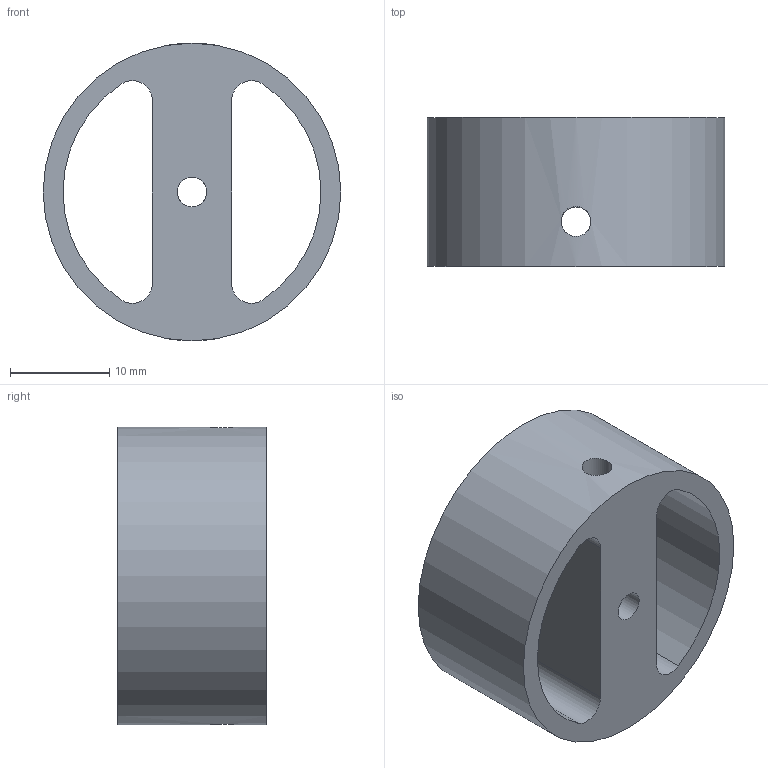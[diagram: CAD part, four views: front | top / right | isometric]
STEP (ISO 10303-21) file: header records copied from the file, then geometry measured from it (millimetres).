
FILE_DESCRIPTION(/* description */ (''),/* implementation_level */ '2;1');
FILE_NAME(/* name */ 'DribblerRad.step',/* time_stamp */ '2019-09-09T12:12:00+02:00',/* author */ (''),/* organization */ (''),/* preprocessor_version */ 'ST-DEVELOPER v18',/* originating_system */ 'Autodesk Translation Framework v8.6.0.1094',/* authorisation */ '');
FILE_SCHEMA (('AUTOMOTIVE_DESIGN { 1 0 10303 214 3 1 1 }'));
Length unit declared in the file: millimetre
Products named in the file (1): DribblerRad
Bounding box: 30 x 15 x 30 mm (x, y, z)
Volume: 5559.6 mm3; surface area: 4140.2 mm2
Topology: 1 solids, 1 shells, 15 faces, 46 edges, 30 vertices
Faces by surface type: cylinder 11, plane 4
Full cylindrical faces by diameter (mm): 3 x4, 30 x1
Entity records: 644 total; most frequent: CARTESIAN_POINT 162, DIRECTION 94, ORIENTED_EDGE 92, EDGE_CURVE 46, AXIS2_PLACEMENT_3D 38, VERTEX_POINT 30, EDGE_LOOP 22, LINE 18
